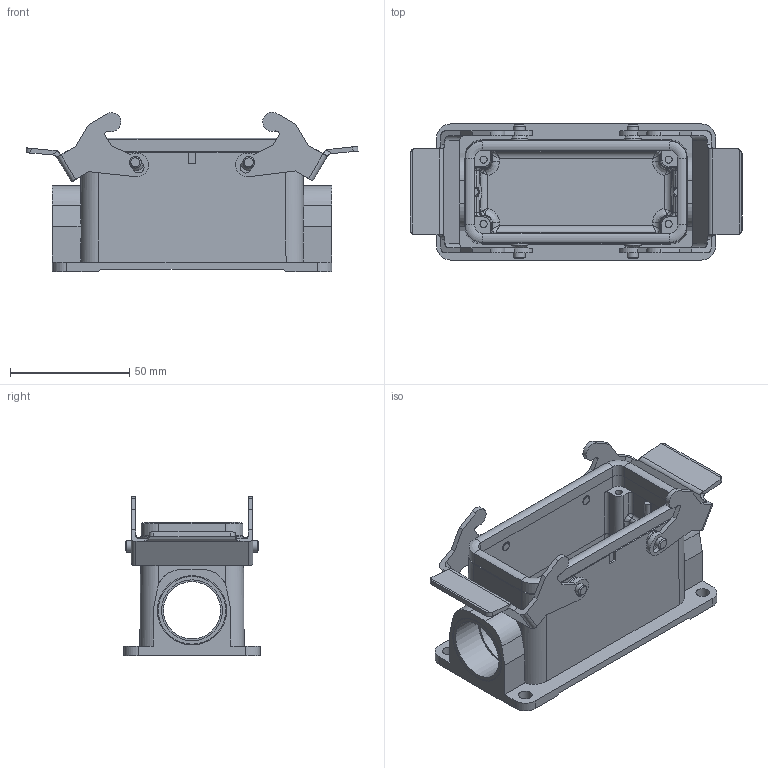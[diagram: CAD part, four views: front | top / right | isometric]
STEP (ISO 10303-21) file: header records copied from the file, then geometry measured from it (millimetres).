
FILE_DESCRIPTION((''),'2;1');
FILE_NAME('04300161267.stp','2020-07-07T14:49:14',('e.eickhoff'),(''),'Autodesk Inventor 2012','Autodesk Inventor 2012','');
FILE_SCHEMA(('AUTOMOTIVE_DESIGN { 1 0 10303 214 1 1 1 1 }'));
Length unit declared in the file: millimetre
Products named in the file (4): 04300161267; Metallbügel Quer; M25-PG21 Adapter
Assembly tree (5 placements, depth 2):
  04300161267
    04300161267
    Metallbügel Quer  x2
    M25-PG21 Adapter  x2
Bounding box: 139.03 x 57 x 66.75 mm (x, y, z)
Volume: 99023.4 mm3; surface area: 59066.6 mm2
Topology: 5 solids, 5 shells, 499 faces, 1298 edges, 828 vertices
Faces by surface type: plane 267, cylinder 174, bspline 26, torus 16, cone 12, sphere 4
Full cylindrical faces by diameter (mm): 0.88 x1, 1.04 x1, 3 x4, 4 x4, 4.8 x4, 5.6 x4, 7 x4, 24 x2, 25.5 x2, 28.3 x2, 29 x2
Entity records: 14907 total; most frequent: CARTESIAN_POINT 3978, DIRECTION 2221, ORIENTED_EDGE 2162, EDGE_CURVE 1081, AXIS2_PLACEMENT_3D 789, VERTEX_POINT 710, VECTOR 643, LINE 643
